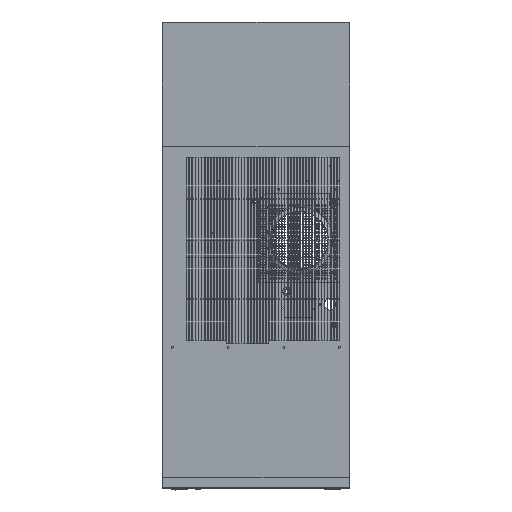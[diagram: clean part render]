
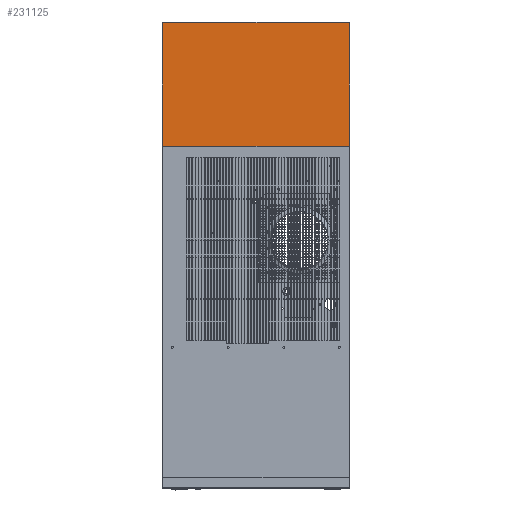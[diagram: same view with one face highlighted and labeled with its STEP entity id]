
A CAD part, top view. The second image highlights one B-rep face of the part: STEP entity #231125.
In plain terms, the highlighted free-form (B-spline) face has degree [1, 1] with [2, 2] control points.
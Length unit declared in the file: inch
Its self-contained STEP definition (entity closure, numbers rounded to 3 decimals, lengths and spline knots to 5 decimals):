
#230576=CARTESIAN_POINT('V12897',(8.10143,
   45.92747,8.9275));
#230577=VERTEX_POINT('V12897',#230576);
#230640=CARTESIAN_POINT('V12896',(-11.94457,
   45.92747,8.9275));
#230641=VERTEX_POINT('V12896',#230640);
#230655=CARTESIAN_POINT('E19434',(-11.94457,
   45.92747,8.9275));
#230656=CARTESIAN_POINT('E19434',(8.10143,
   45.92747,8.9275));
#230657=QUASI_UNIFORM_CURVE('E19434',1,(#230655,#230656),
   .POLYLINE_FORM.,.F.,.U.);
#230658=EDGE_CURVE('E19434',#230641,#230577,#230657,.T.);
#231031=CARTESIAN_POINT('V12898',(8.10143,
   32.64747,8.9275));
#231032=VERTEX_POINT('V12898',#231031);
#231096=CARTESIAN_POINT('E19435',(8.10143,
   45.92747,8.9275));
#231097=CARTESIAN_POINT('E19435',(8.10143,
   32.64747,8.9275));
#231098=QUASI_UNIFORM_CURVE('E19435',1,(#231096,#231097),
   .POLYLINE_FORM.,.F.,.U.);
#231099=EDGE_CURVE('E19435',#230577,#231032,#231098,.T.);
#231104=CARTESIAN_POINT('F6758',(-11.94575,
   32.64629,8.9275));
#231105=CARTESIAN_POINT('F6758',(-11.94575,
   45.92865,8.9275));
#231106=CARTESIAN_POINT('F6758',(8.10261,
   32.64629,8.9275));
#231107=CARTESIAN_POINT('F6758',(8.10261,
   45.92865,8.9275));
#231108=B_SPLINE_SURFACE_WITH_KNOTS('F6758',1,1,((#231104,#231106),
   (#231105,#231107)),.PLANE_SURF.,.F.,.F.,.U.,(2,2),(2,2),(0.0,
   1.0),(0.0,1.5094),.UNSPECIFIED.);
#231109=CARTESIAN_POINT('V12895',(-11.94457,
   32.64747,8.9275));
#231110=VERTEX_POINT('V12895',#231109);
#231111=CARTESIAN_POINT('E19436',(8.10143,
   32.64747,8.9275));
#231112=CARTESIAN_POINT('E19436',(-11.94457,
   32.64747,8.9275));
#231113=QUASI_UNIFORM_CURVE('E19436',1,(#231111,#231112),
   .POLYLINE_FORM.,.F.,.U.);
#231114=EDGE_CURVE('E19436',#231032,#231110,#231113,.T.);
#231115=ORIENTED_EDGE('E19436',*,*,#231114,.F.);
#231116=ORIENTED_EDGE('F6770',*,*,#231099,.F.);
#231117=ORIENTED_EDGE('F6768',*,*,#230658,.F.);
#231118=CARTESIAN_POINT('E19433',(-11.94457,
   32.64747,8.9275));
#231119=CARTESIAN_POINT('E19433',(-11.94457,
   45.92747,8.9275));
#231120=QUASI_UNIFORM_CURVE('E19433',1,(#231118,#231119),
   .POLYLINE_FORM.,.F.,.U.);
#231121=EDGE_CURVE('E19433',#231110,#230641,#231120,.T.);
#231122=ORIENTED_EDGE('E19433',*,*,#231121,.F.);
#231123=EDGE_LOOP('F6758',(#231115,#231116,#231117,#231122));
#231124=FACE_OUTER_BOUND('F6758',#231123,.T.);
#231125=ADVANCED_FACE('F6758',(#231124),#231108,.F.);
